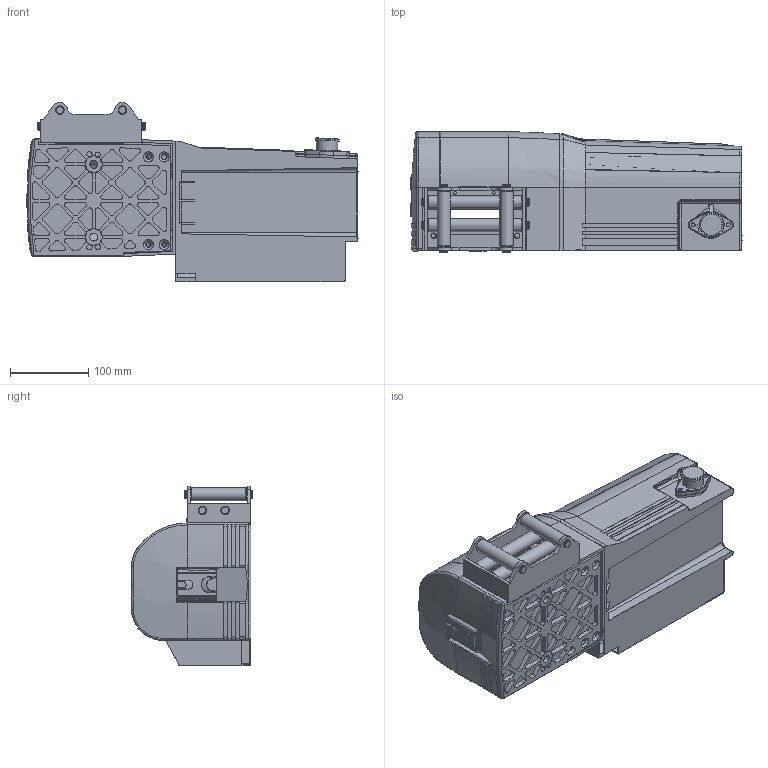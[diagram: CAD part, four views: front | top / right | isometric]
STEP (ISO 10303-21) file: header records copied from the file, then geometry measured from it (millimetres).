
FILE_DESCRIPTION(/* description */ (''),/* implementation_level */ '2;1');
FILE_NAME(/* name */ '634-205_ComeUp_DV4500i.stp',/* time_stamp */ '2018-01-05T11:57:07+01:00',/* author */ ('lang1ph'),/* organization */ (''),/* preprocessor_version */ 'ST-DEVELOPER v17',/* originating_system */ 'Autodesk Inventor 2018',/* authorisation */ '');
FILE_SCHEMA (('AUTOMOTIVE_DESIGN { 1 0 10303 214 3 1 1 }'));
Products named in the file (1): DVDVDV1111
Bounding box: 424.34 x 154.8 x 229.19 mm (x, y, z)
Volume: 1739800.2 mm3; surface area: 896768.6 mm2
Topology: 18 solids, 18 shells, 1591 faces, 4348 edges, 2816 vertices
Faces by surface type: plane 707, cylinder 574, torus 110, cone 80, sphere 79, bspline 41
Full cylindrical faces by diameter (mm): 2 x2, 3 x3, 4 x5, 5 x10, 5.1 x2, 6 x17, 7 x8, 9.1 x8, 10 x14, 10.001 x2, 10.7 x4, 11 x8, 17.1 x4, 19.4 x1, 19.5 x1, 21 x1, 22 x2, 26 x2, 27.4 x1, 32.047 x1, 36 x1, 38 x1, 42 x1, 46 x1, 54 x1, 95.885 x1, 113 x1, 120 x1, 132 x2
Entity records: 73869 total; most frequent: CARTESIAN_POINT 32456, DIRECTION 9033, ORIENTED_EDGE 8608, EDGE_CURVE 4304, AXIS2_PLACEMENT_3D 3456, VERTEX_POINT 2814, LINE 2121, VECTOR 2121
